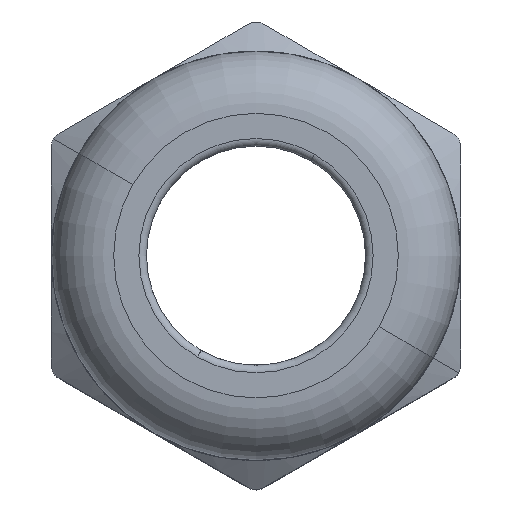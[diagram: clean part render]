
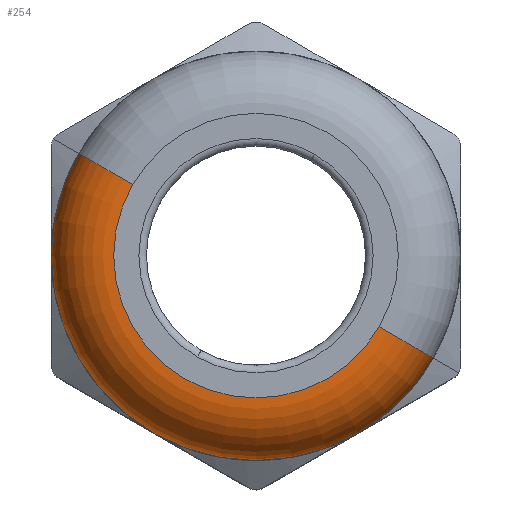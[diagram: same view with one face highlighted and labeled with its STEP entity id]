
A CAD part, top view. The second image highlights one B-rep face of the part: STEP entity #254.
In plain terms, the highlighted toroidal (fillet/blend) face has major radius 9.39 mm and minor radius 4.11 mm.
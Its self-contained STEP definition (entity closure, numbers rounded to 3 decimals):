
#180=AXIS2_PLACEMENT_3D('Circle Axis2P3D',#178,#179,$) ;
#227=AXIS2_PLACEMENT_3D('Torus Axis2P3D',#224,#225,#226) ;
#231=AXIS2_PLACEMENT_3D('Circle Axis2P3D',#229,#230,$) ;
#238=AXIS2_PLACEMENT_3D('Circle Axis2P3D',#236,#237,$) ;
#245=AXIS2_PLACEMENT_3D('Circle Axis2P3D',#243,#244,$) ;
#178=CARTESIAN_POINT('Axis2P3D Location',(13.5,15.434,41.)) ;
#182=CARTESIAN_POINT('Vertex',(21.632,10.739,41.)) ;
#184=CARTESIAN_POINT('Vertex',(5.368,20.129,41.)) ;
#224=CARTESIAN_POINT('Axis2P3D Location',(13.5,15.434,36.89)) ;
#229=CARTESIAN_POINT('Axis2P3D Location',(21.632,10.739,36.89)) ;
#233=CARTESIAN_POINT('Vertex',(25.191,8.684,36.89)) ;
#236=CARTESIAN_POINT('Axis2P3D Location',(5.368,20.129,36.89)) ;
#240=CARTESIAN_POINT('Vertex',(1.809,22.184,36.89)) ;
#243=CARTESIAN_POINT('Axis2P3D Location',(13.5,15.434,36.89)) ;
#179=DIRECTION('Axis2P3D Direction',(0.,0.,1.)) ;
#225=DIRECTION('Axis2P3D Direction',(0.,-0.,1.)) ;
#226=DIRECTION('Axis2P3D XDirection',(-0.866,0.5,0.)) ;
#230=DIRECTION('Axis2P3D Direction',(-0.5,-0.866,0.)) ;
#237=DIRECTION('Axis2P3D Direction',(0.5,0.866,0.)) ;
#244=DIRECTION('Axis2P3D Direction',(0.,0.,1.)) ;
#249=ORIENTED_EDGE('',*,*,#235,.T.) ;
#250=ORIENTED_EDGE('',*,*,#186,.T.) ;
#251=ORIENTED_EDGE('',*,*,#242,.F.) ;
#252=ORIENTED_EDGE('',*,*,#247,.F.) ;
#254=ADVANCED_FACE('VG_M20_DG\\Hauptk\X2\00F6\X0\rper',(#253),#228,.T.) ;
#181=CIRCLE('generated circle',#180,9.39) ;
#232=CIRCLE('generated circle',#231,4.11) ;
#239=CIRCLE('generated circle',#238,4.11) ;
#246=CIRCLE('generated circle',#245,13.5) ;
#228=TOROIDAL_SURFACE('homeo Torus',#227,9.39,4.11) ;
#186=EDGE_CURVE('',#183,#185,#181,.F.) ;
#235=EDGE_CURVE('',#234,#183,#232,.T.) ;
#242=EDGE_CURVE('',#241,#185,#239,.T.) ;
#247=EDGE_CURVE('',#234,#241,#246,.F.) ;
#248=EDGE_LOOP('',(#249,#250,#251,#252)) ;
#253=FACE_OUTER_BOUND('',#248,.T.) ;
#183=VERTEX_POINT('',#182) ;
#185=VERTEX_POINT('',#184) ;
#234=VERTEX_POINT('',#233) ;
#241=VERTEX_POINT('',#240) ;
